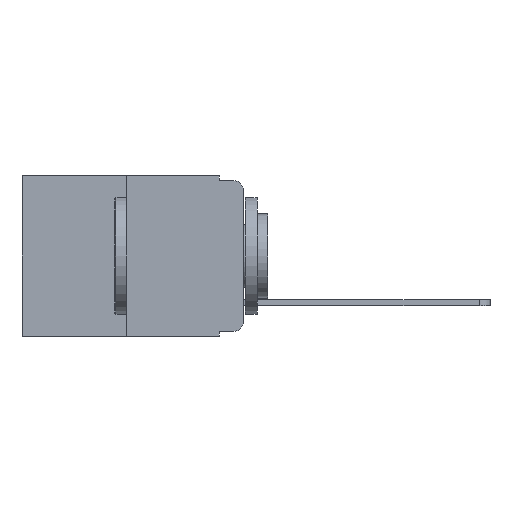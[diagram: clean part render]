
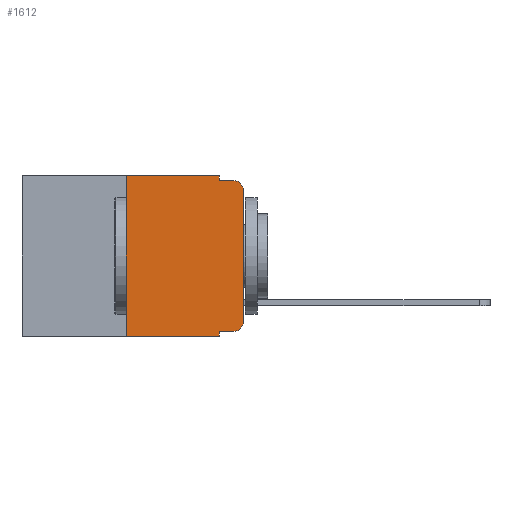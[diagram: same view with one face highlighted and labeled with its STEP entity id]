
A CAD part, left-side view. The second image highlights one B-rep face of the part: STEP entity #1612.
In plain terms, the highlighted planar face has unit normal (-1, 0, 0).
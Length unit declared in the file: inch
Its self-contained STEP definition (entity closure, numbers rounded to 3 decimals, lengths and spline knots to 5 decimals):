
#1 = CARTESIAN_POINT ( 'NONE',  ( 0., 0.051, 0. ) ) ;
#29 = AXIS2_PLACEMENT_3D ( 'NONE', #9917, #5540, #10456 ) ;
#143 = VERTEX_POINT ( 'NONE', #6140 ) ;
#305 = VERTEX_POINT ( 'NONE', #5988 ) ;
#461 = DIRECTION ( 'NONE',  ( 0., -1., 0. ) ) ;
#624 = VERTEX_POINT ( 'NONE', #10026 ) ;
#820 = VERTEX_POINT ( 'NONE', #1386 ) ;
#1045 = DIRECTION ( 'NONE',  ( 0., 0., 1. ) ) ;
#1100 = CARTESIAN_POINT ( 'NONE',  ( 0., 0.25, 0. ) ) ;
#1109 = LINE ( 'NONE', #9296, #5811 ) ;
#1141 = VERTEX_POINT ( 'NONE', #8813 ) ;
#1148 = DIRECTION ( 'NONE',  ( 0., 0., -1. ) ) ;
#1221 = EDGE_LOOP ( 'NONE', ( #8265, #10051, #1994, #10231, #2265, #6749, #10394, #4887, #7008, #8957 ) ) ;
#1386 = CARTESIAN_POINT ( 'NONE',  ( 0., 0., -0.313 ) ) ;
#1612 = ADVANCED_FACE ( 'NONE', ( #6125 ), #9261, .F. ) ;
#1994 = ORIENTED_EDGE ( 'NONE', *, *, #9213, .F. ) ;
#2043 = DIRECTION ( 'NONE',  ( 0., -1., 0. ) ) ;
#2265 = ORIENTED_EDGE ( 'NONE', *, *, #8285, .F. ) ;
#2407 = CARTESIAN_POINT ( 'NONE',  ( 0., 0., -0.03 ) ) ;
#2967 = DIRECTION ( 'NONE',  ( 0., -1., 0. ) ) ;
#3013 = VERTEX_POINT ( 'NONE', #2407 ) ;
#3157 = VERTEX_POINT ( 'NONE', #3738 ) ;
#3245 = VECTOR ( 'NONE', #1148, 39.37008 ) ;
#3284 = LINE ( 'NONE', #6661, #6701 ) ;
#3334 = VERTEX_POINT ( 'NONE', #5496 ) ;
#3505 = LINE ( 'NONE', #1100, #7625 ) ;
#3561 = AXIS2_PLACEMENT_3D ( 'NONE', #8723, #8393, #8372 ) ;
#3738 = CARTESIAN_POINT ( 'NONE',  ( 0., 0.02, -0.01 ) ) ;
#3762 = CARTESIAN_POINT ( 'NONE',  ( 0., 0.051, -0.01 ) ) ;
#3786 = VECTOR ( 'NONE', #461, 39.37008 ) ;
#4736 = DIRECTION ( 'NONE',  ( 0., 0., -1. ) ) ;
#4769 = CARTESIAN_POINT ( 'NONE',  ( 0., 0.02, -0.313 ) ) ;
#4887 = ORIENTED_EDGE ( 'NONE', *, *, #9223, .F. ) ;
#5081 = DIRECTION ( 'NONE',  ( 0., -1., 0. ) ) ;
#5095 = VERTEX_POINT ( 'NONE', #8577 ) ;
#5496 = CARTESIAN_POINT ( 'NONE',  ( 0., 0.051, 0. ) ) ;
#5540 = DIRECTION ( 'NONE',  ( -1., 0., 0. ) ) ;
#5559 = CIRCLE ( 'NONE', #9264, 0.02 ) ;
#5569 = DIRECTION ( 'NONE',  ( 0., 0., 1. ) ) ;
#5607 = DIRECTION ( 'NONE',  ( 0., 0., -1. ) ) ;
#5811 = VECTOR ( 'NONE', #4736, 39.37008 ) ;
#5988 = CARTESIAN_POINT ( 'NONE',  ( 0., 0.25, 0. ) ) ;
#6125 = FACE_OUTER_BOUND ( 'NONE', #1221, .T. ) ;
#6140 = CARTESIAN_POINT ( 'NONE',  ( 0., 0.051, -0.333 ) ) ;
#6301 = LINE ( 'NONE', #10431, #9909 ) ;
#6661 = CARTESIAN_POINT ( 'NONE',  ( 0., 0.473, 0. ) ) ;
#6701 = VECTOR ( 'NONE', #5081, 39.37008 ) ;
#6749 = ORIENTED_EDGE ( 'NONE', *, *, #9221, .F. ) ;
#7008 = ORIENTED_EDGE ( 'NONE', *, *, #9232, .T. ) ;
#7119 = VERTEX_POINT ( 'NONE', #10217 ) ;
#7625 = VECTOR ( 'NONE', #5569, 39.37008 ) ;
#7845 = LINE ( 'NONE', #8573, #9305 ) ;
#8075 = CIRCLE ( 'NONE', #29, 0.02 ) ;
#8265 = ORIENTED_EDGE ( 'NONE', *, *, #9201, .T. ) ;
#8285 = EDGE_CURVE ( 'NONE', #305, #3334, #3284, .T. ) ;
#8372 = DIRECTION ( 'NONE',  ( 0., 0., -1. ) ) ;
#8393 = DIRECTION ( 'NONE',  ( 1., 0., 0. ) ) ;
#8520 = LINE ( 'NONE', #3762, #9730 ) ;
#8573 = CARTESIAN_POINT ( 'NONE',  ( 0., 0.051, -0.333 ) ) ;
#8577 = CARTESIAN_POINT ( 'NONE',  ( 0., 0.25, -0.343 ) ) ;
#8723 = CARTESIAN_POINT ( 'NONE',  ( 0., 0.473, 0. ) ) ;
#8813 = CARTESIAN_POINT ( 'NONE',  ( 0., 0.051, -0.01 ) ) ;
#8957 = ORIENTED_EDGE ( 'NONE', *, *, #9235, .T. ) ;
#8995 = EDGE_CURVE ( 'NONE', #5095, #7119, #9918, .T. ) ;
#9201 = EDGE_CURVE ( 'NONE', #820, #3013, #6301, .T. ) ;
#9210 = EDGE_CURVE ( 'NONE', #3013, #3157, #8075, .T. ) ;
#9213 = EDGE_CURVE ( 'NONE', #1141, #3157, #8520, .T. ) ;
#9220 = EDGE_CURVE ( 'NONE', #3334, #1141, #1109, .T. ) ;
#9221 = EDGE_CURVE ( 'NONE', #5095, #305, #3505, .T. ) ;
#9223 = EDGE_CURVE ( 'NONE', #143, #7119, #9521, .T. ) ;
#9232 = EDGE_CURVE ( 'NONE', #143, #624, #7845, .T. ) ;
#9235 = EDGE_CURVE ( 'NONE', #624, #820, #5559, .T. ) ;
#9261 = PLANE ( 'NONE',  #3561 ) ;
#9264 = AXIS2_PLACEMENT_3D ( 'NONE', #4769, #9954, #5607 ) ;
#9296 = CARTESIAN_POINT ( 'NONE',  ( 0., 0.051, 0. ) ) ;
#9305 = VECTOR ( 'NONE', #2967, 39.37008 ) ;
#9521 = LINE ( 'NONE', #1, #3245 ) ;
#9730 = VECTOR ( 'NONE', #2043, 39.37008 ) ;
#9909 = VECTOR ( 'NONE', #1045, 39.37008 ) ;
#9917 = CARTESIAN_POINT ( 'NONE',  ( 0., 0.02, -0.03 ) ) ;
#9918 = LINE ( 'NONE', #10161, #3786 ) ;
#9954 = DIRECTION ( 'NONE',  ( -1., 0., 0. ) ) ;
#10026 = CARTESIAN_POINT ( 'NONE',  ( 0., 0.02, -0.333 ) ) ;
#10051 = ORIENTED_EDGE ( 'NONE', *, *, #9210, .T. ) ;
#10161 = CARTESIAN_POINT ( 'NONE',  ( 0., 0.473, -0.343 ) ) ;
#10217 = CARTESIAN_POINT ( 'NONE',  ( 0., 0.051, -0.343 ) ) ;
#10231 = ORIENTED_EDGE ( 'NONE', *, *, #9220, .F. ) ;
#10394 = ORIENTED_EDGE ( 'NONE', *, *, #8995, .T. ) ;
#10431 = CARTESIAN_POINT ( 'NONE',  ( 0., 0., 0. ) ) ;
#10456 = DIRECTION ( 'NONE',  ( 0., 0., -1. ) ) ;
